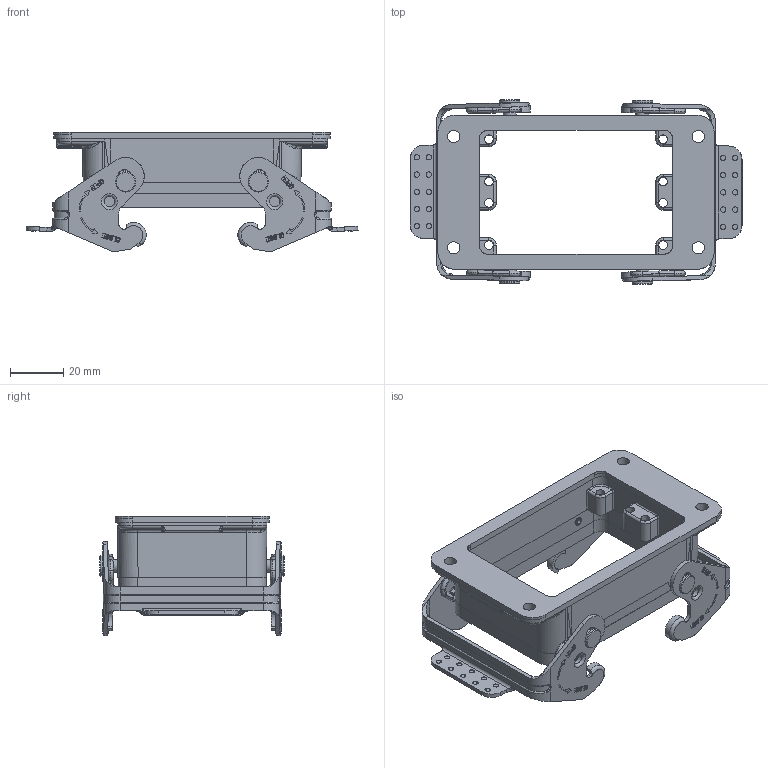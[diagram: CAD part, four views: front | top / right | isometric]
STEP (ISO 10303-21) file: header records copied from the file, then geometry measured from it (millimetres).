
FILE_DESCRIPTION(/* description */ (''),/* implementation_level */ '2;1');
FILE_NAME(/* name */ 'H32A-BK-2L.stp',/* time_stamp */ '2023-02-23T13:23:49+08:00',/* author */ (''),/* organization */ (''),/* preprocessor_version */ 'ST-DEVELOPER v16',/* originating_system */ 'SIEMENS PLM Software NX 10.0',/* authorisation */ '');
FILE_SCHEMA (('AUTOMOTIVE_DESIGN { 1 0 10303 214 3 1 1 1 }'));
Products named in the file (1): Admi3EDCA52Aiaw3
Bounding box: 125.17 x 69.64 x 45.03 mm (x, y, z)
Volume: 45398.8 mm3; surface area: 36742.4 mm2
Topology: 1 solids, 3 shells, 1568 faces, 3992 edges, 2509 vertices
Faces by surface type: plane 663, cylinder 477, torus 208, bspline 144, extrusion 68, cone 8
Full cylindrical faces by diameter (mm): 2 x24, 3 x5, 3.3 x8, 4 x4, 4.6 x4, 4.8 x4, 5 x4, 7 x4, 7.7 x4
Entity records: 56943 total; most frequent: CARTESIAN_POINT 20969, ORIENTED_EDGE 7564, DIRECTION 7040, EDGE_CURVE 3782, AXIS2_PLACEMENT_3D 2492, VERTEX_POINT 2448, VECTOR 2056, LINE 1988
